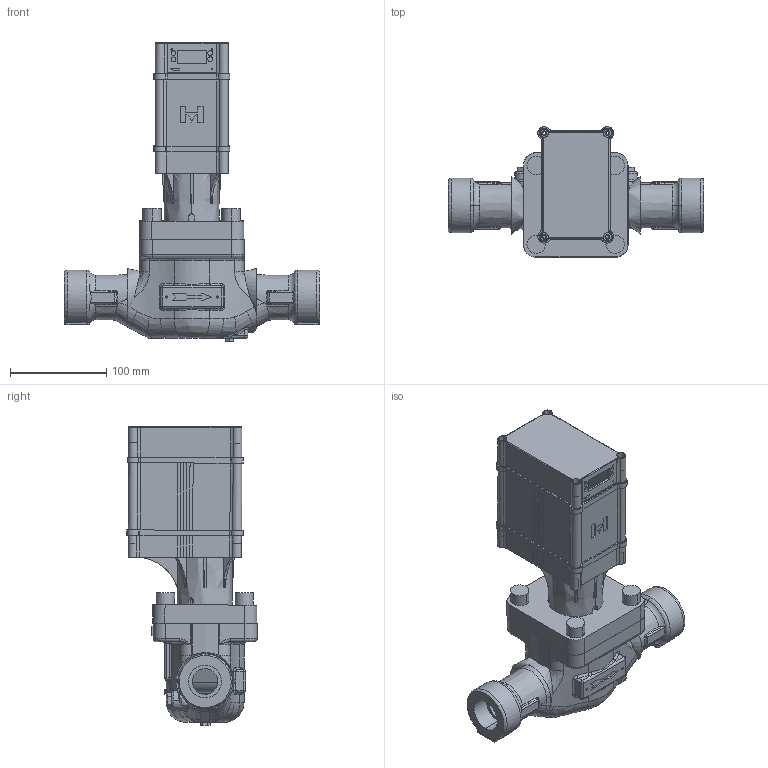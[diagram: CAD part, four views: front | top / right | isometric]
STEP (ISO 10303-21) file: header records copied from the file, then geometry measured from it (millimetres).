
FILE_DESCRIPTION((''),'2;1');
FILE_NAME('MCVW_RW_25_1.00_SW.stp','2016-07-29T10:10:31',(''),(''),'Mechanical Desktop 2011','Mechanical Desktop 2011',', , ');
FILE_SCHEMA(('CONFIG_CONTROL_DESIGN'));
Length unit declared in the file: inch
Products named in the file (2): Product; MCVW_RW_25_1.00_SW
Assembly tree (1 placements, depth 2):
  Product
    MCVW_RW_25_1.00_SW
Bounding box: 265.18 x 135.18 x 309.92 mm (x, y, z)
Volume: 602714.4 mm3; surface area: 367504.4 mm2
Topology: 5 solids, 6 shells, 1574 faces, 6362 edges, 5503 vertices
Faces by surface type: bspline 1014, plane 271, cylinder 162, torus 89, sphere 22, cone 16
Entity records: 99089 total; most frequent: CARTESIAN_POINT 63283, QUASI_UNIFORM_CURVE 5281, ORIENTED_EDGE 4328, PCURVE 3988, COMPOSITE_CURVE_SEGMENT 3988, DIRECTION 3484, EDGE_CURVE 2164, B_SPLINE_CURVE_WITH_KNOTS 1854
